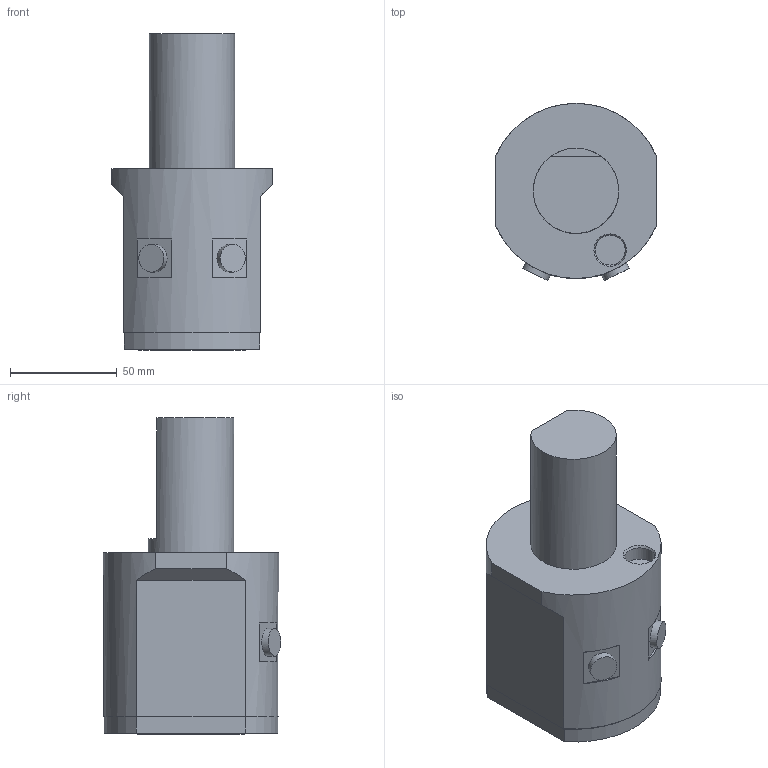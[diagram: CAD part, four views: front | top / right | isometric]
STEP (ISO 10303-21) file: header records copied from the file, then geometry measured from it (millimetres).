
FILE_DESCRIPTION(/* description */ (''),/* implementation_level */ '2;1');
FILE_NAME(/* name */ '1522873651566.stp',/* time_stamp */ '2018-04-04T22:30:30+02:00',/* author */ (''),/* organization */ ('SMS'),/* preprocessor_version */ 'ST-DEVELOPER v15',/* originating_system */ 'SIEMENS PLM Software NX 8.5',/* authorisation */ '');
FILE_SCHEMA (('AUTOMOTIVE_DESIGN { 1 0 10303 214 3 1 1 1 }'));
Length unit declared in the file: millimetre
Products named in the file (1): MOD000000000000000020083665200000
Bounding box: 75 x 82.95 x 148 mm (x, y, z)
Volume: 446544.6 mm3; surface area: 42828.6 mm2
Topology: 1 solids, 1 shells, 43 faces, 96 edges, 65 vertices
Faces by surface type: plane 26, cylinder 10, cone 7
Full cylindrical faces by diameter (mm): 3 x1, 13 x2, 14.014 x1, 39.992 x1, 50 x1
Entity records: 1241 total; most frequent: CARTESIAN_POINT 248, DIRECTION 218, ORIENTED_EDGE 168, AXIS2_PLACEMENT_3D 88, EDGE_CURVE 84, EDGE_LOOP 60, VERTEX_POINT 60, ADVANCED_FACE 43
